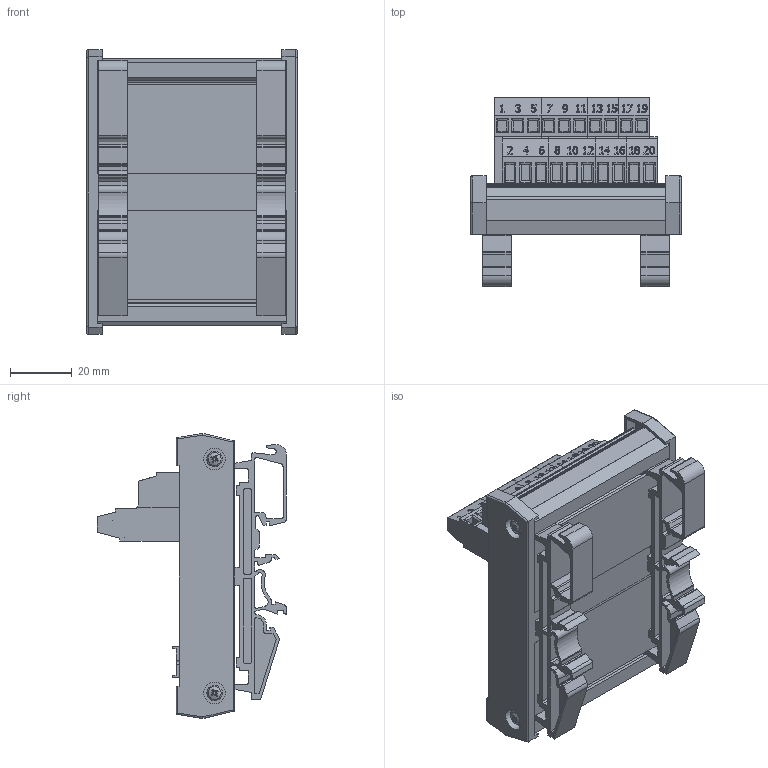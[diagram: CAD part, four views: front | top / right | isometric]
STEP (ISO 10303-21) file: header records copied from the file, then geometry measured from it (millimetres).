
FILE_DESCRIPTION((''),'2;1');
FILE_NAME('DIPC20.stp','2014-07-03T15:56:27',('roland'),(''),'Autodesk Inventor 2013','Autodesk Inventor 2013','');
FILE_SCHEMA(('CONFIG_CONTROL_DESIGN'));
Length unit declared in the file: millimetre
Products named in the file (11): DIPC20; 16_20 BASE PLATE; BASE SIDE; BASE LEGS; BS EN ISO 7045 Z - Metric M2.5 x 10 - 4.8 - Z; 2 GREEN updated; 3 GREEN updated; 20 lable1; 20 lable2; 20; DIPC20 CHIP
Assembly tree (17 placements, depth 2):
  DIPC20
    16_20 BASE PLATE
    BASE SIDE  x2
    BASE LEGS  x2
    BS EN ISO 7045 Z - Metric M2.5 x 10 - 4.8 - Z  x4
    2 GREEN updated  x2
    3 GREEN updated  x2
    20 lable1
    20 lable2
    20
    DIPC20 CHIP
Bounding box: 68 x 61.24 x 91.98 mm (x, y, z)
Volume: 59565.3 mm3; surface area: 69798 mm2
Topology: 17 solids, 17 shells, 2077 faces, 5536 edges, 3644 vertices
Faces by surface type: plane 1212, cylinder 530, bspline 247, cone 64, torus 20, sphere 4
Full cylindrical faces by diameter (mm): 0.5 x40, 0.7 x120, 1.5 x20, 2.256 x4, 2.5 x24, 3.2 x4, 4 x20, 7 x4, 9 x4
Entity records: 48441 total; most frequent: CARTESIAN_POINT 11492, ORIENTED_EDGE 7642, DIRECTION 6647, EDGE_CURVE 3821, VERTEX_POINT 2668, VECTOR 2513, LINE 2513, EDGE_LOOP 2159
